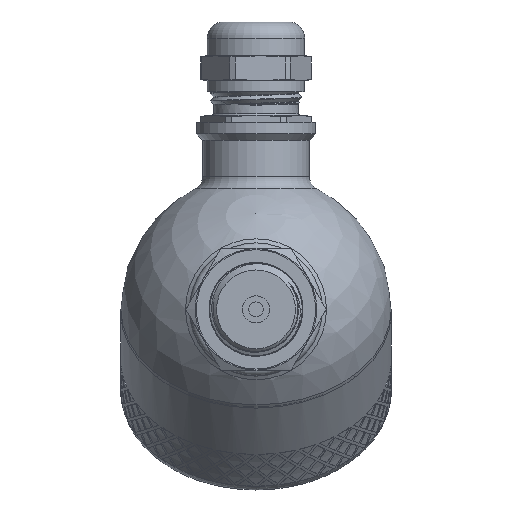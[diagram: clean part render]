
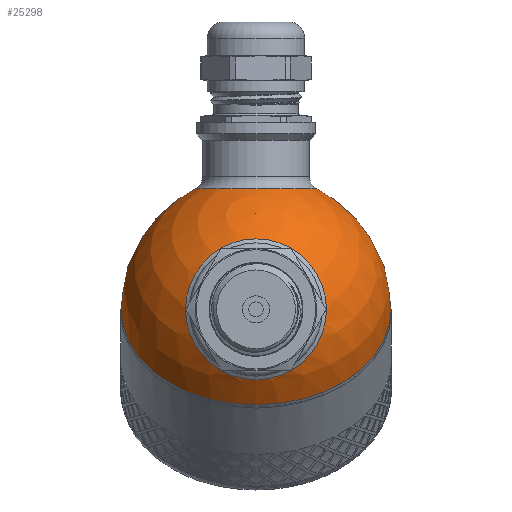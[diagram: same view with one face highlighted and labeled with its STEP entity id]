
A CAD part, left-side view. The second image highlights one B-rep face of the part: STEP entity #25298.
In plain terms, the highlighted spherical face has radius 30 mm.
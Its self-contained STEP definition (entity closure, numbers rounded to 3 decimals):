
#136=SPHERICAL_SURFACE('',#26871,30.);
#207=FACE_BOUND('',#3776,.T.);
#208=FACE_BOUND('',#3777,.T.);
#2120=FACE_OUTER_BOUND('',#3775,.T.);
#3775=EDGE_LOOP('',(#18370,#18371,#18372,#18373));
#3776=EDGE_LOOP('',(#18374));
#3777=EDGE_LOOP('',(#18375));
#5280=CIRCLE('',#26794,30.);
#5281=CIRCLE('',#26795,30.);
#5308=CIRCLE('',#26867,13.5);
#5311=CIRCLE('',#26872,30.);
#5312=CIRCLE('',#26873,15.643);
#9824=VERTEX_POINT('',#35589);
#9825=VERTEX_POINT('',#35591);
#10352=VERTEX_POINT('',#42355);
#10354=VERTEX_POINT('',#42362);
#10355=VERTEX_POINT('',#42364);
#12550=EDGE_CURVE('',#9824,#9825,#5280,.T.);
#12551=EDGE_CURVE('',#9825,#9824,#5281,.T.);
#13344=EDGE_CURVE('',#10352,#10352,#5308,.T.);
#13347=EDGE_CURVE('',#9825,#10354,#5311,.T.);
#13348=EDGE_CURVE('',#10355,#10355,#5312,.T.);
#18370=ORIENTED_EDGE('',*,*,#12551,.F.);
#18371=ORIENTED_EDGE('',*,*,#13347,.T.);
#18372=ORIENTED_EDGE('',*,*,#13347,.F.);
#18373=ORIENTED_EDGE('',*,*,#12550,.F.);
#18374=ORIENTED_EDGE('',*,*,#13348,.F.);
#18375=ORIENTED_EDGE('',*,*,#13344,.F.);
#25298=ADVANCED_FACE('',(#2120,#207,#208),#136,.T.);
#26794=AXIS2_PLACEMENT_3D('',#35592,#28177,#28178);
#26795=AXIS2_PLACEMENT_3D('',#35593,#28179,#28180);
#26867=AXIS2_PLACEMENT_3D('',#42356,#28601,#28602);
#26871=AXIS2_PLACEMENT_3D('',#42361,#28609,#28610);
#26872=AXIS2_PLACEMENT_3D('',#42363,#28611,#28612);
#26873=AXIS2_PLACEMENT_3D('',#42365,#28613,#28614);
#28177=DIRECTION('center_axis',(1.,0.,0.));
#28178=DIRECTION('ref_axis',(0.,1.,0.));
#28179=DIRECTION('center_axis',(1.,0.,0.));
#28180=DIRECTION('ref_axis',(0.,1.,0.));
#28601=DIRECTION('center_axis',(-0.707,0.,-0.707));
#28602=DIRECTION('ref_axis',(-0.707,0.,0.707));
#28609=DIRECTION('center_axis',(1.,0.,0.));
#28610=DIRECTION('ref_axis',(0.,-1.,0.));
#28611=DIRECTION('center_axis',(0.,0.,1.));
#28612=DIRECTION('ref_axis',(0.,1.,0.));
#28613=DIRECTION('center_axis',(-0.707,0.,0.707));
#28614=DIRECTION('ref_axis',(0.707,0.,0.707));
#35589=CARTESIAN_POINT('',(0.,-30.,0.));
#35591=CARTESIAN_POINT('',(0.,30.,0.));
#35592=CARTESIAN_POINT('Origin',(0.,0.,0.));
#35593=CARTESIAN_POINT('Origin',(0.,0.,0.));
#42355=CARTESIAN_POINT('',(-9.398,0.,-28.49));
#42356=CARTESIAN_POINT('Origin',(-18.944,0.,-18.944));
#42361=CARTESIAN_POINT('Origin',(0.,0.,0.));
#42362=CARTESIAN_POINT('',(-30.,0.,0.));
#42363=CARTESIAN_POINT('Origin',(0.,0.,0.));
#42364=CARTESIAN_POINT('',(-29.162,0.,7.04));
#42365=CARTESIAN_POINT('Origin',(-18.101,0.,18.101));
